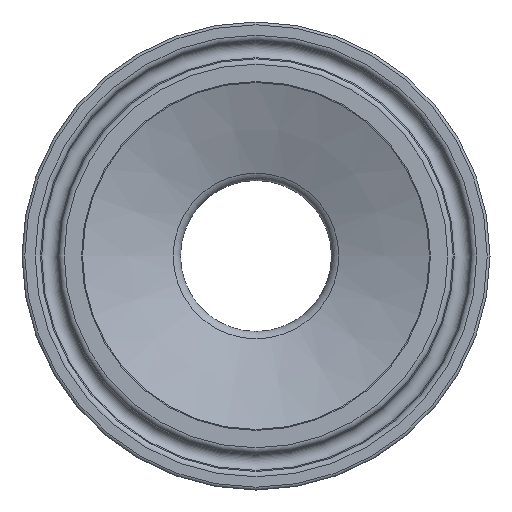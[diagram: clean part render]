
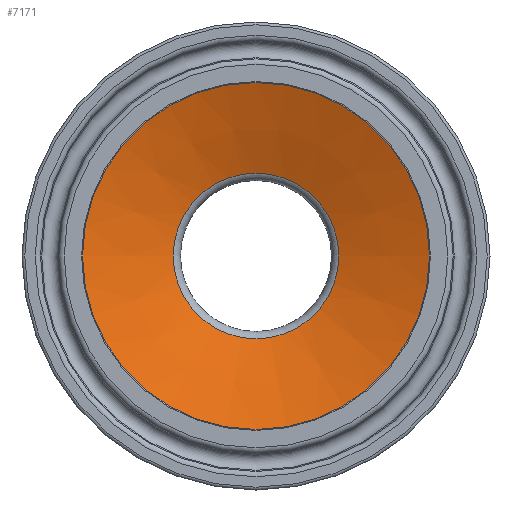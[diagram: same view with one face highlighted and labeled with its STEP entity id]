
A CAD part, left-side view. The second image highlights one B-rep face of the part: STEP entity #7171.
In plain terms, the highlighted conical face has half-angle 69.747 degrees and reference radius 17.031 mm.
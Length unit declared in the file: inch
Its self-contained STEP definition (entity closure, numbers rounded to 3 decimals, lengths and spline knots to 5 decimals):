
#14=CONICAL_SURFACE('',#7671,0.6705,1.217);
#819=FACE_OUTER_BOUND('',#1246,.T.);
#1246=EDGE_LOOP('',(#6583,#6584,#6585,#6586,#6587,#6588,#6589,#6590));
#1759=CIRCLE('',#7667,0.44523);
#1760=CIRCLE('',#7668,0.44523);
#1762=CIRCLE('',#7670,0.44523);
#1763=CIRCLE('',#7672,0.93249);
#1764=CIRCLE('',#7673,0.93249);
#1765=CIRCLE('',#7674,0.93249);
#2298=LINE('',#15544,#2781);
#2781=VECTOR('',#9145,0.6705);
#3460=VERTEX_POINT('',#15535);
#3461=VERTEX_POINT('',#15536);
#3462=VERTEX_POINT('',#15538);
#3463=VERTEX_POINT('',#15543);
#3464=VERTEX_POINT('',#15545);
#3465=VERTEX_POINT('',#15547);
#4516=EDGE_CURVE('',#3460,#3461,#1759,.T.);
#4517=EDGE_CURVE('',#3461,#3462,#1760,.T.);
#4519=EDGE_CURVE('',#3462,#3460,#1762,.T.);
#4520=EDGE_CURVE('',#3461,#3463,#2298,.T.);
#4521=EDGE_CURVE('',#3464,#3463,#1763,.T.);
#4522=EDGE_CURVE('',#3465,#3464,#1764,.T.);
#4523=EDGE_CURVE('',#3463,#3465,#1765,.T.);
#6583=ORIENTED_EDGE('',*,*,#4516,.F.);
#6584=ORIENTED_EDGE('',*,*,#4519,.F.);
#6585=ORIENTED_EDGE('',*,*,#4517,.F.);
#6586=ORIENTED_EDGE('',*,*,#4520,.T.);
#6587=ORIENTED_EDGE('',*,*,#4521,.F.);
#6588=ORIENTED_EDGE('',*,*,#4522,.F.);
#6589=ORIENTED_EDGE('',*,*,#4523,.F.);
#6590=ORIENTED_EDGE('',*,*,#4520,.F.);
#7171=ADVANCED_FACE('',(#819),#14,.F.);
#7667=AXIS2_PLACEMENT_3D('',#15537,#9135,#9136);
#7668=AXIS2_PLACEMENT_3D('',#15539,#9137,#9138);
#7670=AXIS2_PLACEMENT_3D('',#15541,#9141,#9142);
#7671=AXIS2_PLACEMENT_3D('',#15542,#9143,#9144);
#7672=AXIS2_PLACEMENT_3D('',#15546,#9146,#9147);
#7673=AXIS2_PLACEMENT_3D('',#15548,#9148,#9149);
#7674=AXIS2_PLACEMENT_3D('',#15549,#9150,#9151);
#9135=DIRECTION('center_axis',(-1.,0.,0.));
#9136=DIRECTION('ref_axis',(0.,-1.,0.));
#9137=DIRECTION('center_axis',(-1.,0.,0.));
#9138=DIRECTION('ref_axis',(0.,-1.,0.));
#9141=DIRECTION('center_axis',(-1.,0.,0.));
#9142=DIRECTION('ref_axis',(0.,-1.,0.));
#9143=DIRECTION('center_axis',(-1.,0.,0.));
#9144=DIRECTION('ref_axis',(0.,1.,0.));
#9145=DIRECTION('',(-0.346,-0.938,0.));
#9146=DIRECTION('center_axis',(1.,0.,0.));
#9147=DIRECTION('ref_axis',(0.,-1.,0.));
#9148=DIRECTION('center_axis',(1.,0.,0.));
#9149=DIRECTION('ref_axis',(0.,-1.,0.));
#9150=DIRECTION('center_axis',(1.,0.,0.));
#9151=DIRECTION('ref_axis',(0.,-1.,0.));
#15535=CARTESIAN_POINT('',(0.18071,0.44523,0.));
#15536=CARTESIAN_POINT('',(0.18071,-0.44523,0.));
#15537=CARTESIAN_POINT('Origin',(0.18071,0.,
0.));
#15538=CARTESIAN_POINT('',(0.18071,0.,0.44523));
#15539=CARTESIAN_POINT('Origin',(0.18071,0.,
0.));
#15541=CARTESIAN_POINT('Origin',(0.18071,0.,
0.));
#15542=CARTESIAN_POINT('Origin',(0.09759,0.,
0.));
#15543=CARTESIAN_POINT('',(0.00093,-0.93249,0.));
#15544=CARTESIAN_POINT('',(0.09759,-0.6705,0.));
#15545=CARTESIAN_POINT('',(0.00093,0.,0.93249));
#15546=CARTESIAN_POINT('Origin',(0.00093,0.,
0.));
#15547=CARTESIAN_POINT('',(0.00093,0.93249,0.));
#15548=CARTESIAN_POINT('Origin',(0.00093,0.,
0.));
#15549=CARTESIAN_POINT('Origin',(0.00093,0.,
0.));
